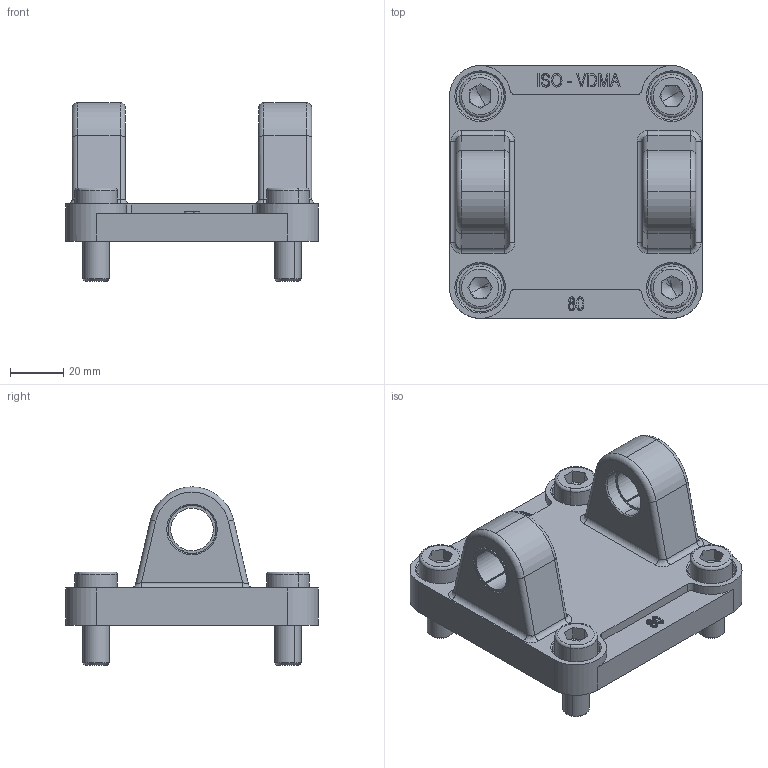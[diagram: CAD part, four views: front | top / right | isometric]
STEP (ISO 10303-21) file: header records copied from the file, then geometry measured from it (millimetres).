
FILE_DESCRIPTION (( 'STEP AP203' ), '1' );
FILE_NAME ('CFE080A1S.step', '2022-03-10T11:55:58', ( '' ), ( '' ), 'SwSTEP 2.0', 'SolidWorks 2021', '' );
FILE_SCHEMA (( 'CONFIG_CONTROL_DESIGN' ));
Length unit declared in the file: millimetre
Products named in the file (5): CFE080A1S; CFE1080B00; CFE1080000; VT00710250_DIN 912 M10 x 25 --- 25C; BC02816001
Assembly tree (8 placements, depth 3):
  CFE080A1S
    CFE1080000
      CFE1080B00
      BC02816001  x2
    VT00710250_DIN 912 M10 x 25 --- 25C  x4
Bounding box: 95 x 95 x 67 mm (x, y, z)
Volume: 160001.3 mm3; surface area: 43390 mm2
Topology: 7 solids, 7 shells, 377 faces, 890 edges, 550 vertices
Faces by surface type: plane 155, cylinder 78, bspline 70, cone 50, torus 24
Entity records: 12299 total; most frequent: CARTESIAN_POINT 5325, ORIENTED_EDGE 1380, DIRECTION 1184, EDGE_CURVE 690, VERTEX_POINT 435, AXIS2_PLACEMENT_3D 406, VECTOR 372, LINE 372
